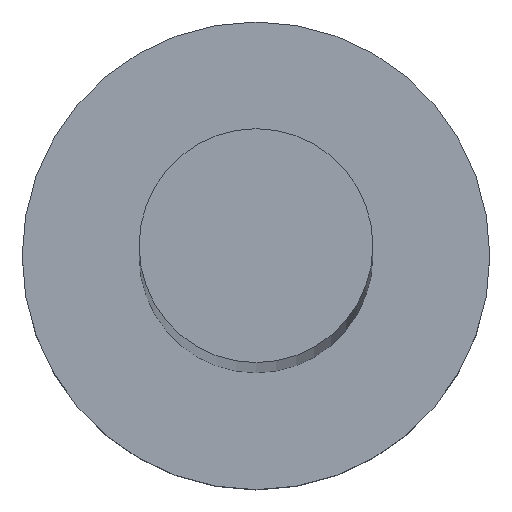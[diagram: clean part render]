
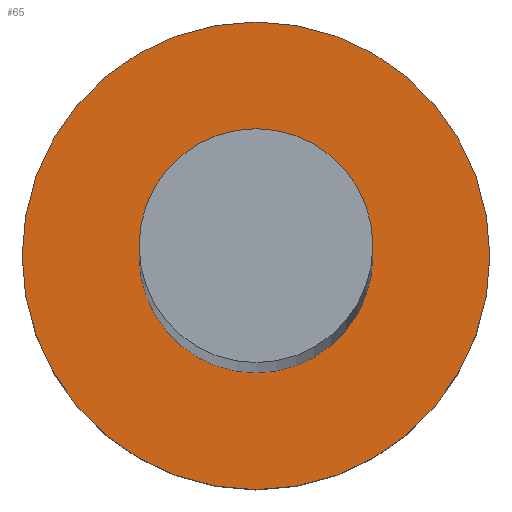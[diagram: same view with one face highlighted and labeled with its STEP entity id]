
A CAD part, top view. The second image highlights one B-rep face of the part: STEP entity #65.
In plain terms, the highlighted planar face has unit normal (0, 0, 1).
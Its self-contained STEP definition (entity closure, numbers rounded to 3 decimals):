
#8 = CARTESIAN_POINT ( 'NONE',  ( -2., 0., 3. ) ) ;
#10 = CARTESIAN_POINT ( 'NONE',  ( 4., 0., 3. ) ) ;
#12 = VERTEX_POINT ( 'NONE', #8 ) ;
#15 = CIRCLE ( 'NONE', #22, 2. ) ;
#21 = EDGE_CURVE ( 'NONE', #154, #251, #88, .T. ) ;
#22 = AXIS2_PLACEMENT_3D ( 'NONE', #151, #223, #46 ) ;
#25 = PLANE ( 'NONE',  #214 ) ;
#28 = ORIENTED_EDGE ( 'NONE', *, *, #38, .F. ) ;
#38 = EDGE_CURVE ( 'NONE', #50, #12, #49, .T. ) ;
#46 = DIRECTION ( 'NONE',  ( 1., 0., 0. ) ) ;
#48 = DIRECTION ( 'NONE',  ( 1., 0., 0. ) ) ;
#49 = CIRCLE ( 'NONE', #239, 2. ) ;
#50 = VERTEX_POINT ( 'NONE', #202 ) ;
#51 = DIRECTION ( 'NONE',  ( 1., 0., 0. ) ) ;
#65 = ADVANCED_FACE ( 'NONE', ( #156, #72 ), #25, .T. ) ;
#72 = FACE_OUTER_BOUND ( 'NONE', #157, .T. ) ;
#75 = ORIENTED_EDGE ( 'NONE', *, *, #149, .F. ) ;
#88 = CIRCLE ( 'NONE', #108, 4. ) ;
#92 = DIRECTION ( 'NONE',  ( 0., 0., 1. ) ) ;
#93 = DIRECTION ( 'NONE',  ( 1., 0., 0. ) ) ;
#108 = AXIS2_PLACEMENT_3D ( 'NONE', #203, #111, #48 ) ;
#111 = DIRECTION ( 'NONE',  ( 0., 0., 1. ) ) ;
#121 = ORIENTED_EDGE ( 'NONE', *, *, #21, .T. ) ;
#124 = CARTESIAN_POINT ( 'NONE',  ( -4., 0., 3. ) ) ;
#138 = AXIS2_PLACEMENT_3D ( 'NONE', #194, #92, #51 ) ;
#139 = DIRECTION ( 'NONE',  ( 0., 0., 1. ) ) ;
#149 = EDGE_CURVE ( 'NONE', #12, #50, #15, .T. ) ;
#151 = CARTESIAN_POINT ( 'NONE',  ( 0., 0., 3. ) ) ;
#152 = DIRECTION ( 'NONE',  ( 0., 0., 1. ) ) ;
#154 = VERTEX_POINT ( 'NONE', #10 ) ;
#156 = FACE_BOUND ( 'NONE', #244, .T. ) ;
#157 = EDGE_LOOP ( 'NONE', ( #159, #121 ) ) ;
#159 = ORIENTED_EDGE ( 'NONE', *, *, #220, .T. ) ;
#168 = CARTESIAN_POINT ( 'NONE',  ( 0., 0., 3. ) ) ;
#169 = CIRCLE ( 'NONE', #138, 4. ) ;
#194 = CARTESIAN_POINT ( 'NONE',  ( 0., 0., 3. ) ) ;
#202 = CARTESIAN_POINT ( 'NONE',  ( 2., 0., 3. ) ) ;
#203 = CARTESIAN_POINT ( 'NONE',  ( 0., 0., 3. ) ) ;
#214 = AXIS2_PLACEMENT_3D ( 'NONE', #243, #139, #242 ) ;
#220 = EDGE_CURVE ( 'NONE', #251, #154, #169, .T. ) ;
#223 = DIRECTION ( 'NONE',  ( 0., 0., 1. ) ) ;
#239 = AXIS2_PLACEMENT_3D ( 'NONE', #168, #152, #93 ) ;
#242 = DIRECTION ( 'NONE',  ( 1., 0., 0. ) ) ;
#243 = CARTESIAN_POINT ( 'NONE',  ( 0., 0., 3. ) ) ;
#244 = EDGE_LOOP ( 'NONE', ( #75, #28 ) ) ;
#251 = VERTEX_POINT ( 'NONE', #124 ) ;
